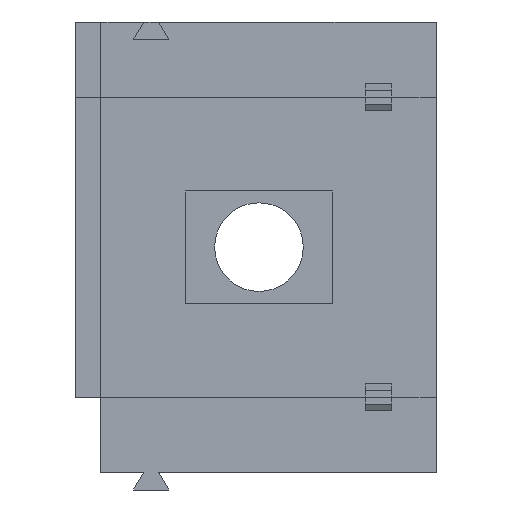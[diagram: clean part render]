
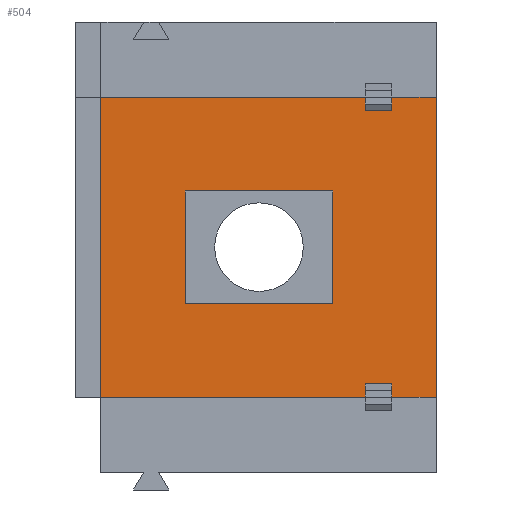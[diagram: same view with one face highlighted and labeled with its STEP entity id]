
A CAD part, front view. The second image highlights one B-rep face of the part: STEP entity #504.
In plain terms, the highlighted planar face has unit normal (0, -1, 0).
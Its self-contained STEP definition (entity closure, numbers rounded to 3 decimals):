
#504 = ADVANCED_FACE( '', ( #999, #1000 ), #1001, .T. );
#999 = FACE_BOUND( '', #1497, .T. );
#1000 = FACE_OUTER_BOUND( '', #1498, .T. );
#1001 = PLANE( '', #1499 );
#1497 = EDGE_LOOP( '', ( #2793, #2794, #2795, #2796 ) );
#1498 = EDGE_LOOP( '', ( #2797, #2798, #2799, #2800, #2801, #2802, #2803, #2804, #2805, #2806, #2807, #2808 ) );
#1499 = AXIS2_PLACEMENT_3D( '', #2809, #2810, #2811 );
#2793 = ORIENTED_EDGE( '', *, *, #3396, .T. );
#2794 = ORIENTED_EDGE( '', *, *, #3230, .T. );
#2795 = ORIENTED_EDGE( '', *, *, #3674, .T. );
#2796 = ORIENTED_EDGE( '', *, *, #3264, .T. );
#2797 = ORIENTED_EDGE( '', *, *, #3687, .F. );
#2798 = ORIENTED_EDGE( '', *, *, #3598, .T. );
#2799 = ORIENTED_EDGE( '', *, *, #3682, .T. );
#2800 = ORIENTED_EDGE( '', *, *, #3688, .T. );
#2801 = ORIENTED_EDGE( '', *, *, #3689, .F. );
#2802 = ORIENTED_EDGE( '', *, *, #3690, .F. );
#2803 = ORIENTED_EDGE( '', *, *, #3553, .T. );
#2804 = ORIENTED_EDGE( '', *, *, #3691, .T. );
#2805 = ORIENTED_EDGE( '', *, *, #3156, .T. );
#2806 = ORIENTED_EDGE( '', *, *, #3601, .T. );
#2807 = ORIENTED_EDGE( '', *, *, #3639, .T. );
#2808 = ORIENTED_EDGE( '', *, *, #3661, .F. );
#2809 = CARTESIAN_POINT( '', ( 5.675, 0., 7.32 ) );
#2810 = DIRECTION( '', ( 0., -1., 0. ) );
#2811 = DIRECTION( '', ( 0., 0., 1. ) );
#3156 = EDGE_CURVE( '', #3790, #3788, #3791, .T. );
#3230 = EDGE_CURVE( '', #3918, #3919, #3920, .T. );
#3264 = EDGE_CURVE( '', #3977, #3978, #3979, .T. );
#3396 = EDGE_CURVE( '', #3978, #3918, #4196, .T. );
#3553 = EDGE_CURVE( '', #4424, #4421, #4425, .T. );
#3598 = EDGE_CURVE( '', #4489, #4487, #4490, .T. );
#3601 = EDGE_CURVE( '', #3788, #4492, #4494, .T. );
#3639 = EDGE_CURVE( '', #4492, #4539, #4540, .T. );
#3661 = EDGE_CURVE( '', #4566, #4539, #4567, .T. );
#3674 = EDGE_CURVE( '', #3919, #3977, #4583, .T. );
#3682 = EDGE_CURVE( '', #4487, #4590, #4592, .T. );
#3687 = EDGE_CURVE( '', #4489, #4566, #4597, .T. );
#3688 = EDGE_CURVE( '', #4590, #4598, #4599, .T. );
#3689 = EDGE_CURVE( '', #4600, #4598, #4601, .T. );
#3690 = EDGE_CURVE( '', #4424, #4600, #4602, .T. );
#3691 = EDGE_CURVE( '', #4421, #3790, #4603, .T. );
#3788 = VERTEX_POINT( '', #4722 );
#3790 = VERTEX_POINT( '', #4725 );
#3791 = LINE( '', #4726, #4727 );
#3918 = VERTEX_POINT( '', #4911 );
#3919 = VERTEX_POINT( '', #4912 );
#3920 = LINE( '', #4913, #4914 );
#3977 = VERTEX_POINT( '', #4992 );
#3978 = VERTEX_POINT( '', #4993 );
#3979 = LINE( '', #4994, #4995 );
#4196 = LINE( '', #5315, #5316 );
#4421 = VERTEX_POINT( '', #5651 );
#4424 = VERTEX_POINT( '', #5655 );
#4425 = LINE( '', #5656, #5657 );
#4487 = VERTEX_POINT( '', #5748 );
#4489 = VERTEX_POINT( '', #5751 );
#4490 = LINE( '', #5752, #5753 );
#4492 = VERTEX_POINT( '', #5756 );
#4494 = LINE( '', #5759, #5760 );
#4539 = VERTEX_POINT( '', #5829 );
#4540 = LINE( '', #5830, #5831 );
#4566 = VERTEX_POINT( '', #5868 );
#4567 = LINE( '', #5869, #5870 );
#4583 = LINE( '', #5892, #5893 );
#4590 = VERTEX_POINT( '', #5903 );
#4592 = LINE( '', #5906, #5907 );
#4597 = LINE( '', #5914, #5915 );
#4598 = VERTEX_POINT( '', #5916 );
#4599 = LINE( '', #5917, #5918 );
#4600 = VERTEX_POINT( '', #5919 );
#4601 = LINE( '', #5920, #5921 );
#4602 = LINE( '', #5922, #5923 );
#4603 = LINE( '', #5924, #5925 );
#4722 = CARTESIAN_POINT( '', ( 0., 0., 0. ) );
#4725 = CARTESIAN_POINT( '', ( 0., 0., 10.16 ) );
#4726 = CARTESIAN_POINT( '', ( 0., 0., 7.62 ) );
#4727 = VECTOR( '', #6028, 1000. );
#4911 = CARTESIAN_POINT( '', ( 7.85, 0., 3.18 ) );
#4912 = CARTESIAN_POINT( '', ( 2.85, 0., 3.18 ) );
#4913 = CARTESIAN_POINT( '', ( -6., 0., 3.18 ) );
#4914 = VECTOR( '', #6089, 1000. );
#4992 = CARTESIAN_POINT( '', ( 2.85, 0., 6.98 ) );
#4993 = CARTESIAN_POINT( '', ( 7.85, 0., 6.98 ) );
#4994 = CARTESIAN_POINT( '', ( -6., 0., 6.98 ) );
#4995 = VECTOR( '', #6126, 1000. );
#5315 = CARTESIAN_POINT( '', ( 7.85, 0., 12.7 ) );
#5316 = VECTOR( '', #6236, 1000. );
#5651 = CARTESIAN_POINT( '', ( 8.94, 0., 10.16 ) );
#5655 = CARTESIAN_POINT( '', ( 8.94, 0., 9.71 ) );
#5656 = CARTESIAN_POINT( '', ( 8.94, 0., 12.7 ) );
#5657 = VECTOR( '', #6375, 1000. );
#5748 = CARTESIAN_POINT( '', ( 11.35, 0., 0. ) );
#5751 = CARTESIAN_POINT( '', ( 9.84, 0., 0. ) );
#5752 = CARTESIAN_POINT( '', ( -6., 0., 0. ) );
#5753 = VECTOR( '', #6415, 1000. );
#5756 = CARTESIAN_POINT( '', ( 8.94, 0., 0. ) );
#5759 = CARTESIAN_POINT( '', ( -6., 0., 0. ) );
#5760 = VECTOR( '', #6418, 1000. );
#5829 = CARTESIAN_POINT( '', ( 8.94, 0., 0.45 ) );
#5830 = CARTESIAN_POINT( '', ( 8.94, 0., 7.62 ) );
#5831 = VECTOR( '', #6443, 1000. );
#5868 = CARTESIAN_POINT( '', ( 9.84, 0., 0.45 ) );
#5869 = CARTESIAN_POINT( '', ( -5.95, 0., 0.45 ) );
#5870 = VECTOR( '', #6458, 1000. );
#5892 = CARTESIAN_POINT( '', ( 2.85, 0., 12.7 ) );
#5893 = VECTOR( '', #6471, 1000. );
#5903 = CARTESIAN_POINT( '', ( 11.35, 0., 10.16 ) );
#5906 = CARTESIAN_POINT( '', ( 11.35, 0., 2.54 ) );
#5907 = VECTOR( '', #6476, 1000. );
#5914 = CARTESIAN_POINT( '', ( 9.84, 0., 7.62 ) );
#5915 = VECTOR( '', #6479, 1000. );
#5916 = CARTESIAN_POINT( '', ( 9.84, 0., 10.16 ) );
#5917 = CARTESIAN_POINT( '', ( -6., 0., 10.16 ) );
#5918 = VECTOR( '', #6480, 1000. );
#5919 = CARTESIAN_POINT( '', ( 9.84, 0., 9.71 ) );
#5920 = CARTESIAN_POINT( '', ( 9.84, 0., 12.7 ) );
#5921 = VECTOR( '', #6481, 1000. );
#5922 = CARTESIAN_POINT( '', ( -5.95, 0., 9.71 ) );
#5923 = VECTOR( '', #6482, 1000. );
#5924 = CARTESIAN_POINT( '', ( -6., 0., 10.16 ) );
#5925 = VECTOR( '', #6483, 1000. );
#6028 = DIRECTION( '', ( 0., 0., -1. ) );
#6089 = DIRECTION( '', ( -1., 0., 0. ) );
#6126 = DIRECTION( '', ( 1., 0., 0. ) );
#6236 = DIRECTION( '', ( 0., 0., -1. ) );
#6375 = DIRECTION( '', ( 0., 0., 1. ) );
#6415 = DIRECTION( '', ( 1., 0., 0. ) );
#6418 = DIRECTION( '', ( 1., 0., 0. ) );
#6443 = DIRECTION( '', ( 0., 0., 1. ) );
#6458 = DIRECTION( '', ( -1., 0., 0. ) );
#6471 = DIRECTION( '', ( 0., 0., 1. ) );
#6476 = DIRECTION( '', ( 0., 0., 1. ) );
#6479 = DIRECTION( '', ( 0., 0., 1. ) );
#6480 = DIRECTION( '', ( -1., 0., 0. ) );
#6481 = DIRECTION( '', ( 0., 0., 1. ) );
#6482 = DIRECTION( '', ( 1., 0., 0. ) );
#6483 = DIRECTION( '', ( -1., 0., 0. ) );
